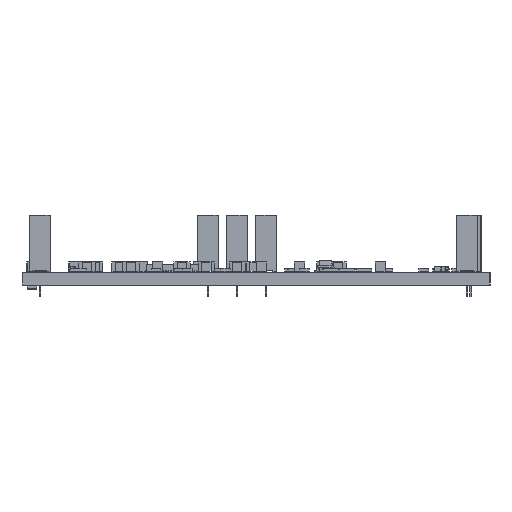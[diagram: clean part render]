
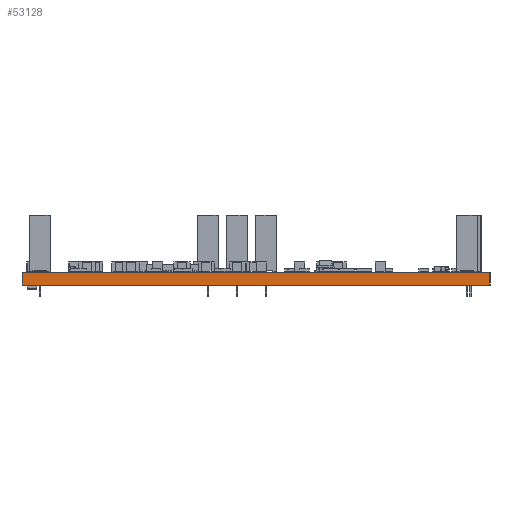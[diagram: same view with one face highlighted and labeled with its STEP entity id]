
A CAD part, left-side view. The second image highlights one B-rep face of the part: STEP entity #53128.
In plain terms, the highlighted planar face has unit normal (-1, 0, 0).
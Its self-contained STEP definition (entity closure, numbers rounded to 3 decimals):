
#52947 = PLANE('',#52948);
#52948 = AXIS2_PLACEMENT_3D('',#52949,#52950,#52951);
#52949 = CARTESIAN_POINT('',(143.91,-119.585,0.));
#52950 = DIRECTION('',(0.,-1.,0.));
#52951 = DIRECTION('',(-1.,0.,0.));
#52972 = VERTEX_POINT('',#52973);
#52973 = CARTESIAN_POINT('',(71.87,-119.585,1.6));
#52987 = PLANE('',#52988);
#52988 = AXIS2_PLACEMENT_3D('',#52989,#52990,#52991);
#52989 = CARTESIAN_POINT('',(107.89,-90.653,1.6));
#52990 = DIRECTION('',(-0.,-0.,-1.));
#52991 = DIRECTION('',(-1.,0.,0.));
#52999 = EDGE_CURVE('',#53000,#52972,#53002,.T.);
#53000 = VERTEX_POINT('',#53001);
#53001 = CARTESIAN_POINT('',(71.87,-119.585,0.));
#53002 = SURFACE_CURVE('',#53003,(#53007,#53014),.PCURVE_S1.);
#53003 = LINE('',#53004,#53005);
#53004 = CARTESIAN_POINT('',(71.87,-119.585,0.));
#53005 = VECTOR('',#53006,1.);
#53006 = DIRECTION('',(0.,0.,1.));
#53007 = PCURVE('',#52947,#53008);
#53008 = DEFINITIONAL_REPRESENTATION('',(#53009),#53013);
#53009 = LINE('',#53010,#53011);
#53010 = CARTESIAN_POINT('',(72.04,0.));
#53011 = VECTOR('',#53012,1.);
#53012 = DIRECTION('',(0.,-1.));
#53013 = ( GEOMETRIC_REPRESENTATION_CONTEXT(2) 
PARAMETRIC_REPRESENTATION_CONTEXT() REPRESENTATION_CONTEXT('2D SPACE',''
  ) );
#53014 = PCURVE('',#53015,#53020);
#53015 = PLANE('',#53016);
#53016 = AXIS2_PLACEMENT_3D('',#53017,#53018,#53019);
#53017 = CARTESIAN_POINT('',(71.87,-119.585,0.));
#53018 = DIRECTION('',(-1.,0.,0.));
#53019 = DIRECTION('',(0.,1.,0.));
#53020 = DEFINITIONAL_REPRESENTATION('',(#53021),#53025);
#53021 = LINE('',#53022,#53023);
#53022 = CARTESIAN_POINT('',(0.,0.));
#53023 = VECTOR('',#53024,1.);
#53024 = DIRECTION('',(0.,-1.));
#53025 = ( GEOMETRIC_REPRESENTATION_CONTEXT(2) 
PARAMETRIC_REPRESENTATION_CONTEXT() REPRESENTATION_CONTEXT('2D SPACE',''
  ) );
#53041 = PLANE('',#53042);
#53042 = AXIS2_PLACEMENT_3D('',#53043,#53044,#53045);
#53043 = CARTESIAN_POINT('',(107.89,-90.653,0.));
#53044 = DIRECTION('',(-0.,-0.,-1.));
#53045 = DIRECTION('',(-1.,0.,0.));
#53074 = PLANE('',#53075);
#53075 = AXIS2_PLACEMENT_3D('',#53076,#53077,#53078);
#53076 = CARTESIAN_POINT('',(71.87,-61.72,0.));
#53077 = DIRECTION('',(0.,1.,0.));
#53078 = DIRECTION('',(1.,0.,0.));
#53128 = ADVANCED_FACE('',(#53129),#53015,.T.);
#53129 = FACE_BOUND('',#53130,.T.);
#53130 = EDGE_LOOP('',(#53131,#53132,#53155,#53178));
#53131 = ORIENTED_EDGE('',*,*,#52999,.T.);
#53132 = ORIENTED_EDGE('',*,*,#53133,.T.);
#53133 = EDGE_CURVE('',#52972,#53134,#53136,.T.);
#53134 = VERTEX_POINT('',#53135);
#53135 = CARTESIAN_POINT('',(71.87,-61.72,1.6));
#53136 = SURFACE_CURVE('',#53137,(#53141,#53148),.PCURVE_S1.);
#53137 = LINE('',#53138,#53139);
#53138 = CARTESIAN_POINT('',(71.87,-119.585,1.6));
#53139 = VECTOR('',#53140,1.);
#53140 = DIRECTION('',(0.,1.,0.));
#53141 = PCURVE('',#53015,#53142);
#53142 = DEFINITIONAL_REPRESENTATION('',(#53143),#53147);
#53143 = LINE('',#53144,#53145);
#53144 = CARTESIAN_POINT('',(0.,-1.6));
#53145 = VECTOR('',#53146,1.);
#53146 = DIRECTION('',(1.,0.));
#53147 = ( GEOMETRIC_REPRESENTATION_CONTEXT(2) 
PARAMETRIC_REPRESENTATION_CONTEXT() REPRESENTATION_CONTEXT('2D SPACE',''
  ) );
#53148 = PCURVE('',#52987,#53149);
#53149 = DEFINITIONAL_REPRESENTATION('',(#53150),#53154);
#53150 = LINE('',#53151,#53152);
#53151 = CARTESIAN_POINT('',(36.02,-28.933));
#53152 = VECTOR('',#53153,1.);
#53153 = DIRECTION('',(0.,1.));
#53154 = ( GEOMETRIC_REPRESENTATION_CONTEXT(2) 
PARAMETRIC_REPRESENTATION_CONTEXT() REPRESENTATION_CONTEXT('2D SPACE',''
  ) );
#53155 = ORIENTED_EDGE('',*,*,#53156,.F.);
#53156 = EDGE_CURVE('',#53157,#53134,#53159,.T.);
#53157 = VERTEX_POINT('',#53158);
#53158 = CARTESIAN_POINT('',(71.87,-61.72,0.));
#53159 = SURFACE_CURVE('',#53160,(#53164,#53171),.PCURVE_S1.);
#53160 = LINE('',#53161,#53162);
#53161 = CARTESIAN_POINT('',(71.87,-61.72,0.));
#53162 = VECTOR('',#53163,1.);
#53163 = DIRECTION('',(0.,0.,1.));
#53164 = PCURVE('',#53015,#53165);
#53165 = DEFINITIONAL_REPRESENTATION('',(#53166),#53170);
#53166 = LINE('',#53167,#53168);
#53167 = CARTESIAN_POINT('',(57.865,0.));
#53168 = VECTOR('',#53169,1.);
#53169 = DIRECTION('',(0.,-1.));
#53170 = ( GEOMETRIC_REPRESENTATION_CONTEXT(2) 
PARAMETRIC_REPRESENTATION_CONTEXT() REPRESENTATION_CONTEXT('2D SPACE',''
  ) );
#53171 = PCURVE('',#53074,#53172);
#53172 = DEFINITIONAL_REPRESENTATION('',(#53173),#53177);
#53173 = LINE('',#53174,#53175);
#53174 = CARTESIAN_POINT('',(0.,0.));
#53175 = VECTOR('',#53176,1.);
#53176 = DIRECTION('',(0.,-1.));
#53177 = ( GEOMETRIC_REPRESENTATION_CONTEXT(2) 
PARAMETRIC_REPRESENTATION_CONTEXT() REPRESENTATION_CONTEXT('2D SPACE',''
  ) );
#53178 = ORIENTED_EDGE('',*,*,#53179,.F.);
#53179 = EDGE_CURVE('',#53000,#53157,#53180,.T.);
#53180 = SURFACE_CURVE('',#53181,(#53185,#53192),.PCURVE_S1.);
#53181 = LINE('',#53182,#53183);
#53182 = CARTESIAN_POINT('',(71.87,-119.585,0.));
#53183 = VECTOR('',#53184,1.);
#53184 = DIRECTION('',(0.,1.,0.));
#53185 = PCURVE('',#53015,#53186);
#53186 = DEFINITIONAL_REPRESENTATION('',(#53187),#53191);
#53187 = LINE('',#53188,#53189);
#53188 = CARTESIAN_POINT('',(0.,0.));
#53189 = VECTOR('',#53190,1.);
#53190 = DIRECTION('',(1.,0.));
#53191 = ( GEOMETRIC_REPRESENTATION_CONTEXT(2) 
PARAMETRIC_REPRESENTATION_CONTEXT() REPRESENTATION_CONTEXT('2D SPACE',''
  ) );
#53192 = PCURVE('',#53041,#53193);
#53193 = DEFINITIONAL_REPRESENTATION('',(#53194),#53198);
#53194 = LINE('',#53195,#53196);
#53195 = CARTESIAN_POINT('',(36.02,-28.933));
#53196 = VECTOR('',#53197,1.);
#53197 = DIRECTION('',(0.,1.));
#53198 = ( GEOMETRIC_REPRESENTATION_CONTEXT(2) 
PARAMETRIC_REPRESENTATION_CONTEXT() REPRESENTATION_CONTEXT('2D SPACE',''
  ) );
